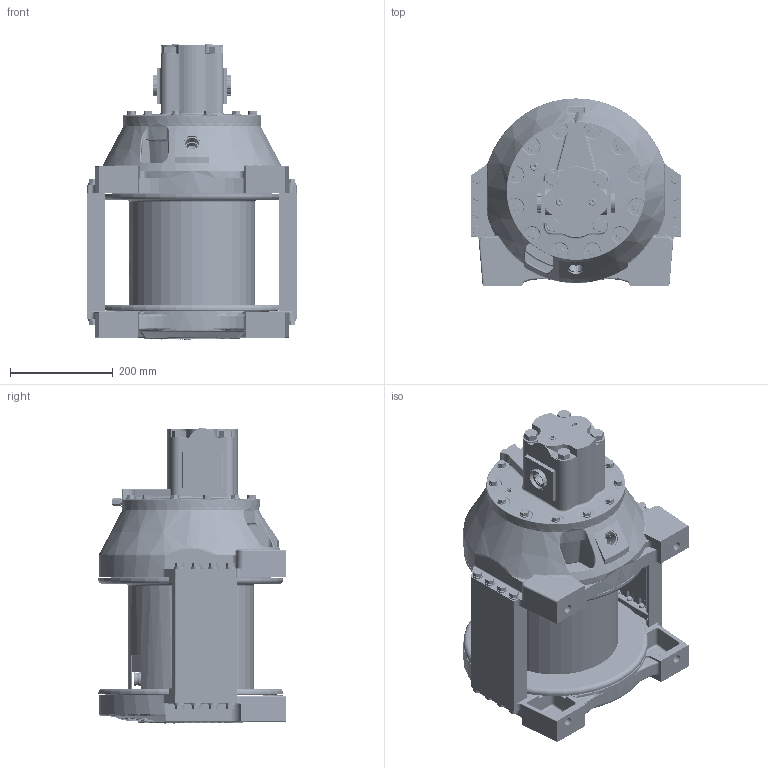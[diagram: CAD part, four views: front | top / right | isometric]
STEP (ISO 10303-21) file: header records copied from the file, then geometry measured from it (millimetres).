
FILE_DESCRIPTION((''),'2;1');
FILE_NAME('TWG-TEMP','2020-10-12T00:44:17',('Administrator'),(''),'CREO PARAMETRIC BY PTC INC, 2019030','CREO PARAMETRIC BY PTC INC, 2019030','');
FILE_SCHEMA(('AUTOMOTIVE_DESIGN { 1 0 10303 214 1 1 1 1 }'));
Length unit declared in the file: inch
Products named in the file (1): TWG-TEMP
Bounding box: 406.4 x 363.54 x 574.39 mm (x, y, z)
Volume: 539.7 mm3; surface area: 2438296.8 mm2
Topology: 1 solids, 175 shells, 4654 faces, 13808 edges, 9203 vertices
Faces by surface type: plane 1692, cylinder 1165, bspline 563, torus 453, cone 451, extrusion 315, sphere 15
Entity records: 256524 total; most frequent: CARTESIAN_POINT 106418, ORIENTED_EDGE 24202, DIRECTION 21645, EDGE_CURVE 13709, VERTEX_POINT 9203, AXIS2_PLACEMENT_3D 7544, VECTOR 6554, LINE 6239
